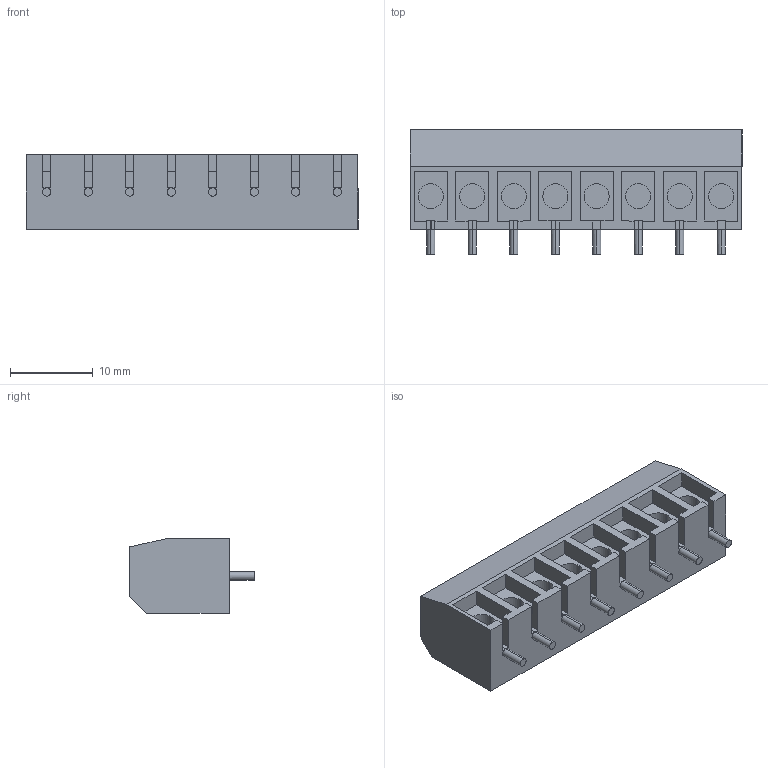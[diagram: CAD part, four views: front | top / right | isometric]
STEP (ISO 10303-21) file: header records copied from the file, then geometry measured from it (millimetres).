
FILE_DESCRIPTION (( 'STEP AP214' ), '1' );
FILE_NAME ('32E1996B-EE3B-43FD-9DE0-461F6FEC9997.STEP', '2024-02-26T04:13:45', ( '' ), ( '' ), 'SwSTEP 2.0', 'SolidWorks 2022', '' );
FILE_SCHEMA (( 'AUTOMOTIVE_DESIGN' ));
Length unit declared in the file: millimetre
Products named in the file (1): 32E1996B-EE3B-43FD-9DE0-461F6FEC9997
Bounding box: 40 x 15 x 9 mm (x, y, z)
Volume: 3491.1 mm3; surface area: 2818 mm2
Topology: 1 solids, 1 shells, 289 faces, 760 edges, 496 vertices
Faces by surface type: plane 225, cylinder 64
Entity records: 10362 total; most frequent: CARTESIAN_POINT 1606, ORIENTED_EDGE 1520, DIRECTION 1492, EDGE_CURVE 760, LINE 568, VECTOR 568, VERTEX_POINT 496, AXIS2_PLACEMENT_3D 462
